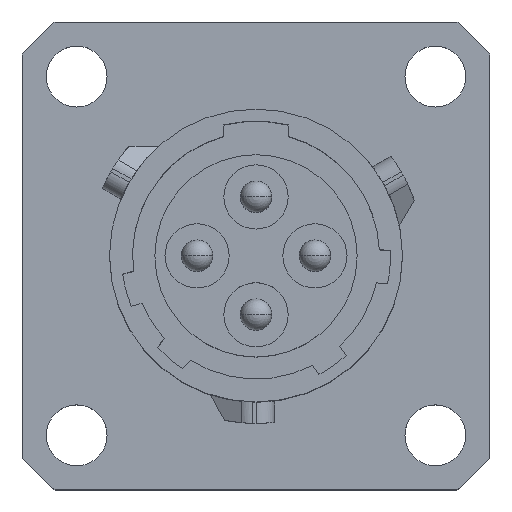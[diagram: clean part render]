
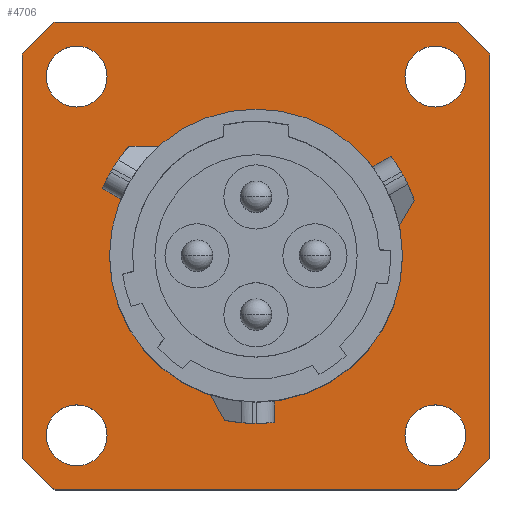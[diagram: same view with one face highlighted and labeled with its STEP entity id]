
A CAD part, top view. The second image highlights one B-rep face of the part: STEP entity #4706.
In plain terms, the highlighted planar face has unit normal (0, 0, 1).
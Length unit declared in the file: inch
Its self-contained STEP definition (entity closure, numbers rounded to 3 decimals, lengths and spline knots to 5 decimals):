
#89=CARTESIAN_POINT('',(0.,0.,0.));
#90=DIRECTION('',(0.,0.,-1.));
#91=DIRECTION('',(1.,0.,0.));
#92=AXIS2_PLACEMENT_3D('',#89,#90,#91);
#139=CARTESIAN_POINT('',(0.,0.,0.));
#140=DIRECTION('',(0.,0.,1.));
#141=DIRECTION('',(1.,0.,0.));
#142=AXIS2_PLACEMENT_3D('',#139,#140,#141);
#218=DIRECTION('',(1.,0.,0.));
#219=VECTOR('',#218,0.80547);
#220=CARTESIAN_POINT('',(-0.40273,0.4689,0.));
#221=LINE('',#220,#219);
#222=CARTESIAN_POINT('',(0.,0.,0.));
#223=DIRECTION('',(0.,0.,-1.));
#224=DIRECTION('',(0.652,0.759,0.));
#225=AXIS2_PLACEMENT_3D('',#222,#223,#224);
#227=DIRECTION('',(0.,-1.,0.));
#228=VECTOR('',#227,0.80547);
#229=CARTESIAN_POINT('',(0.4689,0.40273,0.));
#230=LINE('',#229,#228);
#231=CARTESIAN_POINT('',(0.,0.,0.));
#232=DIRECTION('',(0.,0.,-1.));
#233=DIRECTION('',(0.759,-0.652,0.));
#234=AXIS2_PLACEMENT_3D('',#231,#232,#233);
#236=DIRECTION('',(-1.,0.,0.));
#237=VECTOR('',#236,0.80547);
#238=CARTESIAN_POINT('',(0.40273,-0.4689,0.));
#239=LINE('',#238,#237);
#240=CARTESIAN_POINT('',(0.,0.,0.));
#241=DIRECTION('',(0.,0.,-1.));
#242=DIRECTION('',(-0.652,-0.759,0.));
#243=AXIS2_PLACEMENT_3D('',#240,#241,#242);
#245=DIRECTION('',(0.,1.,0.));
#246=VECTOR('',#245,0.80547);
#247=CARTESIAN_POINT('',(-0.4689,-0.40273,0.));
#248=LINE('',#247,#246);
#249=CARTESIAN_POINT('',(0.,0.,0.));
#250=DIRECTION('',(0.,0.,-1.));
#251=DIRECTION('',(-0.759,0.652,0.));
#252=AXIS2_PLACEMENT_3D('',#249,#250,#251);
#254=CARTESIAN_POINT('',(0.35945,0.35945,0.));
#255=DIRECTION('',(0.,0.,1.));
#256=DIRECTION('',(1.,0.,0.));
#257=AXIS2_PLACEMENT_3D('',#254,#255,#256);
#259=CARTESIAN_POINT('',(0.35945,0.35945,0.));
#260=DIRECTION('',(0.,0.,1.));
#261=DIRECTION('',(-1.,0.,0.));
#262=AXIS2_PLACEMENT_3D('',#259,#260,#261);
#264=CARTESIAN_POINT('',(0.35945,-0.35945,0.));
#265=DIRECTION('',(0.,0.,1.));
#266=DIRECTION('',(1.,0.,0.));
#267=AXIS2_PLACEMENT_3D('',#264,#265,#266);
#269=CARTESIAN_POINT('',(0.35945,-0.35945,0.));
#270=DIRECTION('',(0.,0.,1.));
#271=DIRECTION('',(-1.,0.,0.));
#272=AXIS2_PLACEMENT_3D('',#269,#270,#271);
#274=CARTESIAN_POINT('',(-0.35945,-0.35945,0.));
#275=DIRECTION('',(0.,0.,1.));
#276=DIRECTION('',(1.,0.,0.));
#277=AXIS2_PLACEMENT_3D('',#274,#275,#276);
#279=CARTESIAN_POINT('',(-0.35945,-0.35945,0.));
#280=DIRECTION('',(0.,0.,1.));
#281=DIRECTION('',(-1.,0.,0.));
#282=AXIS2_PLACEMENT_3D('',#279,#280,#281);
#284=CARTESIAN_POINT('',(-0.35945,0.35945,0.));
#285=DIRECTION('',(0.,0.,1.));
#286=DIRECTION('',(1.,0.,0.));
#287=AXIS2_PLACEMENT_3D('',#284,#285,#286);
#289=CARTESIAN_POINT('',(-0.35945,0.35945,0.));
#290=DIRECTION('',(0.,0.,1.));
#291=DIRECTION('',(-1.,0.,0.));
#292=AXIS2_PLACEMENT_3D('',#289,#290,#291);
#3948=CARTESIAN_POINT('',(0.2935,0.,0.));
#3950=VERTEX_POINT('',#3948);
#3960=CARTESIAN_POINT('',(-0.2935,0.,0.));
#3962=VERTEX_POINT('',#3960);
#4234=CARTESIAN_POINT('',(-0.40273,0.4689,0.));
#4235=CARTESIAN_POINT('',(0.40273,0.4689,0.));
#4236=VERTEX_POINT('',#4234);
#4237=VERTEX_POINT('',#4235);
#4238=CARTESIAN_POINT('',(0.4689,0.40273,0.));
#4239=CARTESIAN_POINT('',(0.4689,-0.40273,0.));
#4240=VERTEX_POINT('',#4238);
#4241=VERTEX_POINT('',#4239);
#4242=CARTESIAN_POINT('',(0.40273,-0.4689,0.));
#4243=CARTESIAN_POINT('',(-0.40273,-0.4689,0.));
#4244=VERTEX_POINT('',#4242);
#4245=VERTEX_POINT('',#4243);
#4246=CARTESIAN_POINT('',(-0.4689,-0.40273,0.));
#4247=CARTESIAN_POINT('',(-0.4689,0.40273,0.));
#4248=VERTEX_POINT('',#4246);
#4249=VERTEX_POINT('',#4247);
#4266=CARTESIAN_POINT('',(0.42047,0.35945,0.));
#4267=CARTESIAN_POINT('',(0.29843,0.35945,0.));
#4268=VERTEX_POINT('',#4266);
#4269=VERTEX_POINT('',#4267);
#4270=CARTESIAN_POINT('',(0.42047,-0.35945,0.));
#4271=CARTESIAN_POINT('',(0.29843,-0.35945,0.));
#4272=VERTEX_POINT('',#4270);
#4273=VERTEX_POINT('',#4271);
#4274=CARTESIAN_POINT('',(-0.29843,-0.35945,0.));
#4275=CARTESIAN_POINT('',(-0.42047,-0.35945,0.));
#4276=VERTEX_POINT('',#4274);
#4277=VERTEX_POINT('',#4275);
#4278=CARTESIAN_POINT('',(-0.29843,0.35945,0.));
#4279=CARTESIAN_POINT('',(-0.42047,0.35945,0.));
#4280=VERTEX_POINT('',#4278);
#4281=VERTEX_POINT('',#4279);
#4655=CARTESIAN_POINT('',(0.,0.,0.));
#4656=DIRECTION('',(0.,0.,-1.));
#4657=DIRECTION('',(-1.,0.,0.));
#4658=AXIS2_PLACEMENT_3D('',#4655,#4656,#4657);
#4659=PLANE('',#4658);
#4661=ORIENTED_EDGE('',*,*,#4660,.T.);
#4663=ORIENTED_EDGE('',*,*,#4662,.T.);
#4665=ORIENTED_EDGE('',*,*,#4664,.T.);
#4667=ORIENTED_EDGE('',*,*,#4666,.T.);
#4669=ORIENTED_EDGE('',*,*,#4668,.T.);
#4671=ORIENTED_EDGE('',*,*,#4670,.T.);
#4673=ORIENTED_EDGE('',*,*,#4672,.T.);
#4675=ORIENTED_EDGE('',*,*,#4674,.T.);
#4676=EDGE_LOOP('',(#4661,#4663,#4665,#4667,#4669,#4671,#4673,#4675));
#4677=FACE_OUTER_BOUND('',#4676,.F.);
#4678=ORIENTED_EDGE('',*,*,#4606,.T.);
#4679=ORIENTED_EDGE('',*,*,#4568,.F.);
#4680=EDGE_LOOP('',(#4678,#4679));
#4681=FACE_BOUND('',#4680,.F.);
#4683=ORIENTED_EDGE('',*,*,#4682,.T.);
#4685=ORIENTED_EDGE('',*,*,#4684,.T.);
#4686=EDGE_LOOP('',(#4683,#4685));
#4687=FACE_BOUND('',#4686,.F.);
#4689=ORIENTED_EDGE('',*,*,#4688,.T.);
#4691=ORIENTED_EDGE('',*,*,#4690,.T.);
#4692=EDGE_LOOP('',(#4689,#4691));
#4693=FACE_BOUND('',#4692,.F.);
#4695=ORIENTED_EDGE('',*,*,#4694,.T.);
#4697=ORIENTED_EDGE('',*,*,#4696,.T.);
#4698=EDGE_LOOP('',(#4695,#4697));
#4699=FACE_BOUND('',#4698,.F.);
#4701=ORIENTED_EDGE('',*,*,#4700,.T.);
#4703=ORIENTED_EDGE('',*,*,#4702,.T.);
#4704=EDGE_LOOP('',(#4701,#4703));
#4705=FACE_BOUND('',#4704,.F.);
#4706=ADVANCED_FACE('',(#4677,#4681,#4687,#4693,#4699,#4705),#4659,.F.);
#93=CIRCLE('',#92,0.2935);
#143=CIRCLE('',#142,0.2935);
#226=CIRCLE('',#225,0.61811);
#235=CIRCLE('',#234,0.61811);
#244=CIRCLE('',#243,0.61811);
#253=CIRCLE('',#252,0.61811);
#258=CIRCLE('',#257,0.06102);
#263=CIRCLE('',#262,0.06102);
#268=CIRCLE('',#267,0.06102);
#273=CIRCLE('',#272,0.06102);
#278=CIRCLE('',#277,0.06102);
#283=CIRCLE('',#282,0.06102);
#288=CIRCLE('',#287,0.06102);
#293=CIRCLE('',#292,0.06102);
#4568=EDGE_CURVE('',#3950,#3962,#93,.T.);
#4606=EDGE_CURVE('',#3950,#3962,#143,.T.);
#4660=EDGE_CURVE('',#4236,#4237,#221,.T.);
#4662=EDGE_CURVE('',#4237,#4240,#226,.T.);
#4664=EDGE_CURVE('',#4240,#4241,#230,.T.);
#4666=EDGE_CURVE('',#4241,#4244,#235,.T.);
#4668=EDGE_CURVE('',#4244,#4245,#239,.T.);
#4670=EDGE_CURVE('',#4245,#4248,#244,.T.);
#4672=EDGE_CURVE('',#4248,#4249,#248,.T.);
#4674=EDGE_CURVE('',#4249,#4236,#253,.T.);
#4682=EDGE_CURVE('',#4268,#4269,#258,.T.);
#4684=EDGE_CURVE('',#4269,#4268,#263,.T.);
#4688=EDGE_CURVE('',#4272,#4273,#268,.T.);
#4690=EDGE_CURVE('',#4273,#4272,#273,.T.);
#4694=EDGE_CURVE('',#4276,#4277,#278,.T.);
#4696=EDGE_CURVE('',#4277,#4276,#283,.T.);
#4700=EDGE_CURVE('',#4280,#4281,#288,.T.);
#4702=EDGE_CURVE('',#4281,#4280,#293,.T.);
